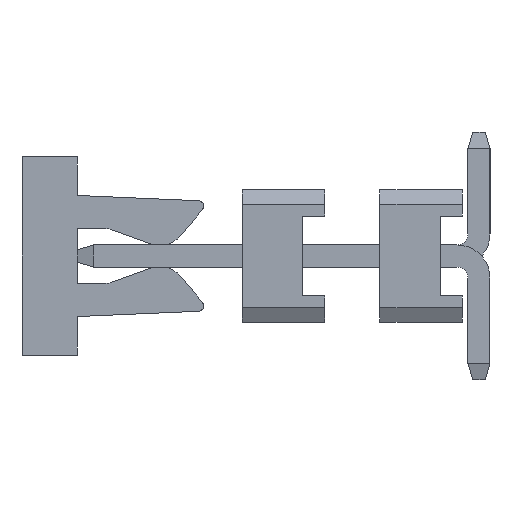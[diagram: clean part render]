
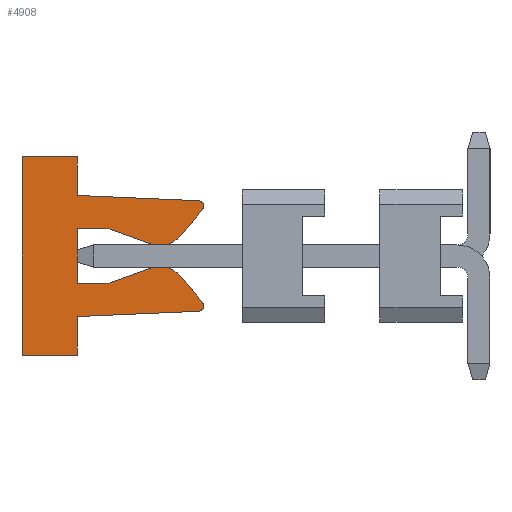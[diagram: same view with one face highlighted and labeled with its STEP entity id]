
A CAD part, left-side view. The second image highlights one B-rep face of the part: STEP entity #4908.
In plain terms, the highlighted planar face has unit normal (-1, 0, 0).
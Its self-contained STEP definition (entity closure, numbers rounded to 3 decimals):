
#4717=CARTESIAN_POINT('',(2.465,7.,0.));
#4718=DIRECTION('',(0.,0.,-1.));
#4719=DIRECTION('',(-1.,-0.,-0.));
#4720=AXIS2_PLACEMENT_3D('',#4717,#4719,#4718);
#4721=PLANE('',#4720);
#4722=CARTESIAN_POINT('',(2.465,7.,1.8));
#4723=VERTEX_POINT('',#4722);
#4724=CARTESIAN_POINT('',(2.465,8.,1.8));
#4725=VERTEX_POINT('',#4724);
#4726=CARTESIAN_POINT('',(2.465,7.,1.8));
#4727=DIRECTION('',(0.,1.,0.));
#4728=VECTOR('',#4727,1.);
#4729=LINE('',#4726,#4728);
#4730=EDGE_CURVE('',#4723,#4725,#4729,.T.);
#4731=ORIENTED_EDGE('',*,*,#4730,.T.);
#4732=CARTESIAN_POINT('',(2.465,8.,-1.8));
#4733=VERTEX_POINT('',#4732);
#4734=CARTESIAN_POINT('',(2.465,8.,1.8));
#4735=DIRECTION('',(0.,0.,-1.));
#4736=VECTOR('',#4735,3.6);
#4737=LINE('',#4734,#4736);
#4738=EDGE_CURVE('',#4725,#4733,#4737,.T.);
#4739=ORIENTED_EDGE('',*,*,#4738,.T.);
#4740=CARTESIAN_POINT('',(2.465,7.,-1.8));
#4741=VERTEX_POINT('',#4740);
#4742=CARTESIAN_POINT('',(2.465,8.,-1.8));
#4743=DIRECTION('',(0.,-1.,0.));
#4744=VECTOR('',#4743,1.);
#4745=LINE('',#4742,#4744);
#4746=EDGE_CURVE('',#4733,#4741,#4745,.T.);
#4747=ORIENTED_EDGE('',*,*,#4746,.T.);
#4748=CARTESIAN_POINT('',(2.465,7.,-1.1));
#4749=VERTEX_POINT('',#4748);
#4750=CARTESIAN_POINT('',(2.465,7.,-1.8));
#4751=DIRECTION('',(0.,0.,1.));
#4752=VECTOR('',#4751,0.7);
#4753=LINE('',#4750,#4752);
#4754=EDGE_CURVE('',#4741,#4749,#4753,.T.);
#4755=ORIENTED_EDGE('',*,*,#4754,.T.);
#4756=CARTESIAN_POINT('',(2.465,4.796,-1.004));
#4757=VERTEX_POINT('',#4756);
#4758=CARTESIAN_POINT('',(2.465,7.,-1.1));
#4759=DIRECTION('',(0.,-0.999,0.044));
#4760=VECTOR('',#4759,2.206);
#4761=LINE('',#4758,#4760);
#4762=EDGE_CURVE('',#4749,#4757,#4761,.T.);
#4763=ORIENTED_EDGE('',*,*,#4762,.T.);
#4764=CARTESIAN_POINT('',(2.465,4.723,-0.84));
#4765=VERTEX_POINT('',#4764);
#4766=CARTESIAN_POINT('',(2.465,4.8,-0.904));
#4767=DIRECTION('',(0.,-0.044,-0.999));
#4768=DIRECTION('',(-1.,0.,0.));
#4769=AXIS2_PLACEMENT_3D('',#4766,#4768,#4767);
#4770=CIRCLE('',#4769,0.1);
#4771=EDGE_CURVE('',#4757,#4765,#4770,.T.);
#4772=ORIENTED_EDGE('',*,*,#4771,.T.);
#4773=CARTESIAN_POINT('',(2.465,5.116,-0.369));
#4774=VERTEX_POINT('',#4773);
#4775=CARTESIAN_POINT('',(2.465,4.723,-0.84));
#4776=DIRECTION('',(0.,0.641,0.767));
#4777=VECTOR('',#4776,0.613);
#4778=LINE('',#4775,#4777);
#4779=EDGE_CURVE('',#4765,#4774,#4778,.T.);
#4780=ORIENTED_EDGE('',*,*,#4779,.T.);
#4781=CARTESIAN_POINT('',(2.465,5.5,-0.19));
#4782=VERTEX_POINT('',#4781);
#4783=CARTESIAN_POINT('',(2.465,5.5,-0.69));
#4784=DIRECTION('',(0.,-0.767,0.641));
#4785=DIRECTION('',(-1.,0.,0.));
#4786=AXIS2_PLACEMENT_3D('',#4783,#4785,#4784);
#4787=CIRCLE('',#4786,0.5);
#4788=EDGE_CURVE('',#4774,#4782,#4787,.T.);
#4789=ORIENTED_EDGE('',*,*,#4788,.T.);
#4790=CARTESIAN_POINT('',(2.465,5.671,-0.22));
#4791=VERTEX_POINT('',#4790);
#4792=CARTESIAN_POINT('',(2.465,5.5,-0.69));
#4793=DIRECTION('',(0.,0.,1.));
#4794=DIRECTION('',(-1.,0.,0.));
#4795=AXIS2_PLACEMENT_3D('',#4792,#4794,#4793);
#4796=CIRCLE('',#4795,0.5);
#4797=EDGE_CURVE('',#4782,#4791,#4796,.T.);
#4798=ORIENTED_EDGE('',*,*,#4797,.T.);
#4799=CARTESIAN_POINT('',(2.465,6.398,-0.485));
#4800=VERTEX_POINT('',#4799);
#4801=CARTESIAN_POINT('',(2.465,5.671,-0.22));
#4802=DIRECTION('',(0.,0.94,-0.342));
#4803=VECTOR('',#4802,0.774);
#4804=LINE('',#4801,#4803);
#4805=EDGE_CURVE('',#4791,#4800,#4804,.T.);
#4806=ORIENTED_EDGE('',*,*,#4805,.T.);
#4807=CARTESIAN_POINT('',(2.465,6.484,-0.5));
#4808=VERTEX_POINT('',#4807);
#4809=CARTESIAN_POINT('',(2.465,6.484,-0.25));
#4810=DIRECTION('',(0.,-0.342,-0.94));
#4811=DIRECTION('',(1.,0.,0.));
#4812=AXIS2_PLACEMENT_3D('',#4809,#4811,#4810);
#4813=CIRCLE('',#4812,0.25);
#4814=EDGE_CURVE('',#4800,#4808,#4813,.T.);
#4815=ORIENTED_EDGE('',*,*,#4814,.T.);
#4816=CARTESIAN_POINT('',(2.465,7.,-0.5));
#4817=VERTEX_POINT('',#4816);
#4818=CARTESIAN_POINT('',(2.465,6.484,-0.5));
#4819=DIRECTION('',(0.,1.,0.));
#4820=VECTOR('',#4819,0.516);
#4821=LINE('',#4818,#4820);
#4822=EDGE_CURVE('',#4808,#4817,#4821,.T.);
#4823=ORIENTED_EDGE('',*,*,#4822,.T.);
#4824=CARTESIAN_POINT('',(2.465,7.,0.5));
#4825=VERTEX_POINT('',#4824);
#4826=CARTESIAN_POINT('',(2.465,7.,-0.5));
#4827=DIRECTION('',(0.,0.,1.));
#4828=VECTOR('',#4827,1.);
#4829=LINE('',#4826,#4828);
#4830=EDGE_CURVE('',#4817,#4825,#4829,.T.);
#4831=ORIENTED_EDGE('',*,*,#4830,.T.);
#4832=CARTESIAN_POINT('',(2.465,6.484,0.5));
#4833=VERTEX_POINT('',#4832);
#4834=CARTESIAN_POINT('',(2.465,7.,0.5));
#4835=DIRECTION('',(0.,-1.,0.));
#4836=VECTOR('',#4835,0.516);
#4837=LINE('',#4834,#4836);
#4838=EDGE_CURVE('',#4825,#4833,#4837,.T.);
#4839=ORIENTED_EDGE('',*,*,#4838,.T.);
#4840=CARTESIAN_POINT('',(2.465,6.398,0.485));
#4841=VERTEX_POINT('',#4840);
#4842=CARTESIAN_POINT('',(2.465,6.484,0.25));
#4843=DIRECTION('',(0.,0.,1.));
#4844=DIRECTION('',(1.,0.,0.));
#4845=AXIS2_PLACEMENT_3D('',#4842,#4844,#4843);
#4846=CIRCLE('',#4845,0.25);
#4847=EDGE_CURVE('',#4833,#4841,#4846,.T.);
#4848=ORIENTED_EDGE('',*,*,#4847,.T.);
#4849=CARTESIAN_POINT('',(2.465,5.671,0.22));
#4850=VERTEX_POINT('',#4849);
#4851=CARTESIAN_POINT('',(2.465,6.398,0.485));
#4852=DIRECTION('',(0.,-0.94,-0.342));
#4853=VECTOR('',#4852,0.774);
#4854=LINE('',#4851,#4853);
#4855=EDGE_CURVE('',#4841,#4850,#4854,.T.);
#4856=ORIENTED_EDGE('',*,*,#4855,.T.);
#4857=CARTESIAN_POINT('',(2.465,5.5,0.19));
#4858=VERTEX_POINT('',#4857);
#4859=CARTESIAN_POINT('',(2.465,5.5,0.69));
#4860=DIRECTION('',(0.,0.342,-0.94));
#4861=DIRECTION('',(-1.,0.,0.));
#4862=AXIS2_PLACEMENT_3D('',#4859,#4861,#4860);
#4863=CIRCLE('',#4862,0.5);
#4864=EDGE_CURVE('',#4850,#4858,#4863,.T.);
#4865=ORIENTED_EDGE('',*,*,#4864,.T.);
#4866=CARTESIAN_POINT('',(2.465,5.116,0.369));
#4867=VERTEX_POINT('',#4866);
#4868=CARTESIAN_POINT('',(2.465,5.5,0.69));
#4869=DIRECTION('',(0.,0.,-1.));
#4870=DIRECTION('',(-1.,0.,0.));
#4871=AXIS2_PLACEMENT_3D('',#4868,#4870,#4869);
#4872=CIRCLE('',#4871,0.5);
#4873=EDGE_CURVE('',#4858,#4867,#4872,.T.);
#4874=ORIENTED_EDGE('',*,*,#4873,.T.);
#4875=CARTESIAN_POINT('',(2.465,4.723,0.84));
#4876=VERTEX_POINT('',#4875);
#4877=CARTESIAN_POINT('',(2.465,5.116,0.369));
#4878=DIRECTION('',(0.,-0.641,0.767));
#4879=VECTOR('',#4878,0.613);
#4880=LINE('',#4877,#4879);
#4881=EDGE_CURVE('',#4867,#4876,#4880,.T.);
#4882=ORIENTED_EDGE('',*,*,#4881,.T.);
#4883=CARTESIAN_POINT('',(2.465,4.796,1.004));
#4884=VERTEX_POINT('',#4883);
#4885=CARTESIAN_POINT('',(2.465,4.8,0.904));
#4886=DIRECTION('',(0.,-0.767,-0.641));
#4887=DIRECTION('',(-1.,0.,0.));
#4888=AXIS2_PLACEMENT_3D('',#4885,#4887,#4886);
#4889=CIRCLE('',#4888,0.1);
#4890=EDGE_CURVE('',#4876,#4884,#4889,.T.);
#4891=ORIENTED_EDGE('',*,*,#4890,.T.);
#4892=CARTESIAN_POINT('',(2.465,7.,1.1));
#4893=VERTEX_POINT('',#4892);
#4894=CARTESIAN_POINT('',(2.465,4.796,1.004));
#4895=DIRECTION('',(0.,0.999,0.044));
#4896=VECTOR('',#4895,2.206);
#4897=LINE('',#4894,#4896);
#4898=EDGE_CURVE('',#4884,#4893,#4897,.T.);
#4899=ORIENTED_EDGE('',*,*,#4898,.T.);
#4900=CARTESIAN_POINT('',(2.465,7.,1.1));
#4901=DIRECTION('',(0.,0.,1.));
#4902=VECTOR('',#4901,0.7);
#4903=LINE('',#4900,#4902);
#4904=EDGE_CURVE('',#4893,#4723,#4903,.T.);
#4905=ORIENTED_EDGE('',*,*,#4904,.T.);
#4906=EDGE_LOOP('',(#4731,#4739,#4747,#4755,#4763,#4772,#4780,#4789,#4798,#4806,#4815,#4823,#4831,#4839,#4848,#4856,#4865,#4874,#4882,#4891,#4899,#4905));
#4907=FACE_OUTER_BOUND('',#4906,.T.);
#4908=ADVANCED_FACE('',(#4907),#4721,.T.);
